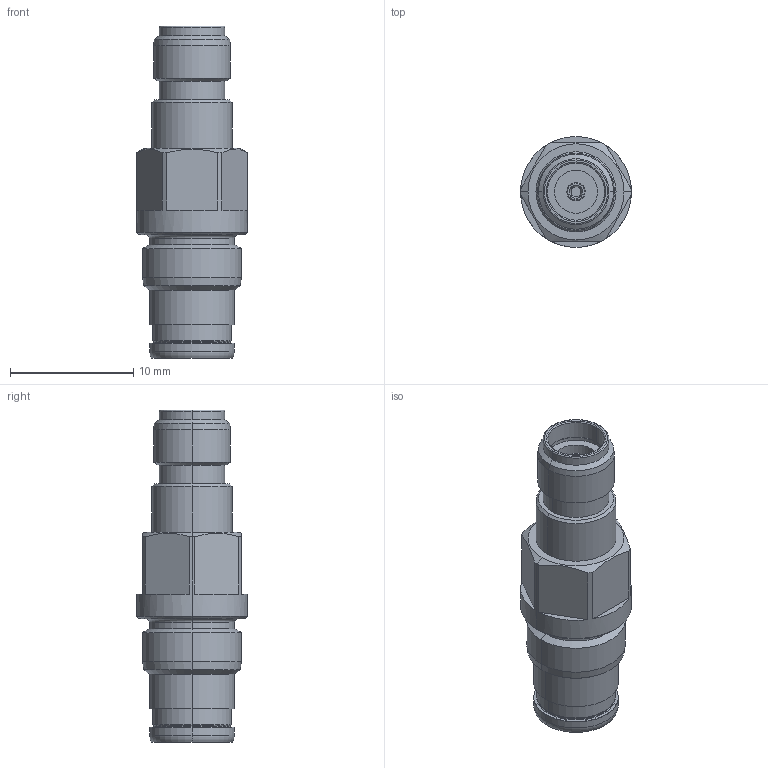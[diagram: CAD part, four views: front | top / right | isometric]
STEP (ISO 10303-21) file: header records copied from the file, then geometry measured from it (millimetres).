
FILE_DESCRIPTION (( 'STEP AP214' ), '1' );
FILE_NAME ('J01483A0003.STEP', '2020-04-01T07:27:05', ( '' ), ( '' ), 'SwSTEP 2.0', 'SolidWorks 2018', '' );
FILE_SCHEMA (( 'AUTOMOTIVE_DESIGN' ));
Length unit declared in the file: millimetre
Products named in the file (1): J01483A0003
Bounding box: 9 x 9 x 26.93 mm (x, y, z)
Volume: 951 mm3; surface area: 931.6 mm2
Topology: 1 solids, 1 shells, 257 faces, 635 edges, 402 vertices
Faces by surface type: cone 72, cylinder 71, plane 64, torus 50
Entity records: 10752 total; most frequent: CARTESIAN_POINT 1995, ORIENTED_EDGE 1270, DIRECTION 1229, EDGE_CURVE 635, AXIS2_PLACEMENT_3D 504, VERTEX_POINT 402, EDGE_LOOP 279, UNCERTAINTY_MEASURE_WITH_UNIT 258
